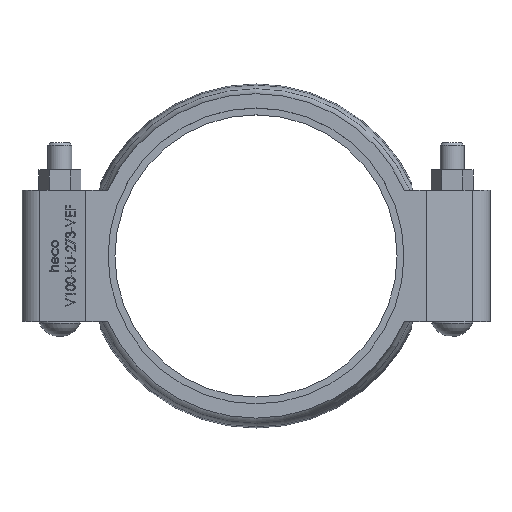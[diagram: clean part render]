
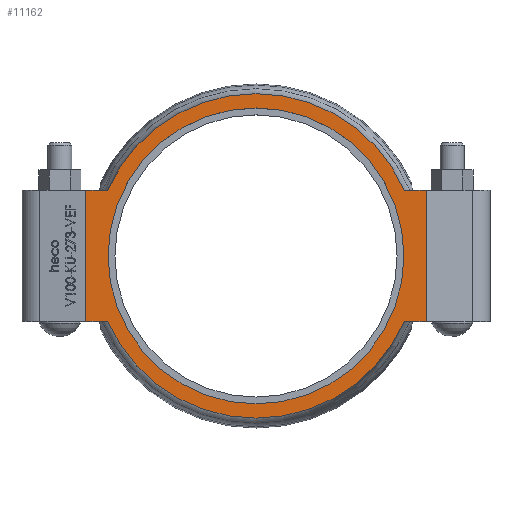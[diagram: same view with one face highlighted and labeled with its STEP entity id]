
A CAD part, top view. The second image highlights one B-rep face of the part: STEP entity #11162.
In plain terms, the highlighted planar face has unit normal (0, 0, 1).
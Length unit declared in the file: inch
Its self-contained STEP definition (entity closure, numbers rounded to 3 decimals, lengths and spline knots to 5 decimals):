
#235 = EDGE_CURVE ( 'NONE', #11981, #12437, #16124, .T. ) ;
#237 = CARTESIAN_POINT ( 'NONE',  ( 6.185, -2.38, 1.44 ) ) ;
#279 = EDGE_CURVE ( 'NONE', #15251, #16773, #2478, .T. ) ;
#404 = AXIS2_PLACEMENT_3D ( 'NONE', #3505, #12886, #1159 ) ;
#996 = FACE_BOUND ( 'NONE', #12735, .T. ) ;
#1159 = DIRECTION ( 'NONE',  ( 1., 0., 0. ) ) ;
#1216 = CARTESIAN_POINT ( 'NONE',  ( 5.39102, -2.38, 1.44 ) ) ;
#1629 = ORIENTED_EDGE ( 'NONE', *, *, #13297, .T. ) ;
#2191 = CARTESIAN_POINT ( 'NONE',  ( -6.185, 2.38, 1.44 ) ) ;
#2197 = DIRECTION ( 'NONE',  ( 0., 0., 1. ) ) ;
#2252 = DIRECTION ( 'NONE',  ( 1., 0., 0. ) ) ;
#2478 = LINE ( 'NONE', #2191, #7735 ) ;
#2546 = LINE ( 'NONE', #14183, #10113 ) ;
#2653 = CARTESIAN_POINT ( 'NONE',  ( -6.185, -2.38, 1.44 ) ) ;
#2654 = CIRCLE ( 'NONE', #404, 5.893 ) ;
#3044 = EDGE_LOOP ( 'NONE', ( #13311, #8894, #10080, #16046, #1629, #14643, #4586, #3445 ) ) ;
#3241 = EDGE_CURVE ( 'NONE', #5826, #15587, #15793, .T. ) ;
#3445 = ORIENTED_EDGE ( 'NONE', *, *, #235, .F. ) ;
#3464 = VERTEX_POINT ( 'NONE', #237 ) ;
#3505 = CARTESIAN_POINT ( 'NONE',  ( 0., 0., 1.44 ) ) ;
#4223 = AXIS2_PLACEMENT_3D ( 'NONE', #10092, #11473, #14012 ) ;
#4370 = CARTESIAN_POINT ( 'NONE',  ( -6.185, 2.38, 1.44 ) ) ;
#4540 = AXIS2_PLACEMENT_3D ( 'NONE', #5696, #10811, #13513 ) ;
#4586 = ORIENTED_EDGE ( 'NONE', *, *, #11362, .T. ) ;
#4830 = DIRECTION ( 'NONE',  ( -1., 0., 0. ) ) ;
#5177 = CIRCLE ( 'NONE', #4223, 5.375 ) ;
#5513 = CARTESIAN_POINT ( 'NONE',  ( -5.375, 0., 1.44 ) ) ;
#5599 = VERTEX_POINT ( 'NONE', #5513 ) ;
#5696 = CARTESIAN_POINT ( 'NONE',  ( 0., -5.1, 1.44 ) ) ;
#5826 = VERTEX_POINT ( 'NONE', #6389 ) ;
#6389 = CARTESIAN_POINT ( 'NONE',  ( -5.39102, -2.38, 1.44 ) ) ;
#6398 = DIRECTION ( 'NONE',  ( 0., -1., 0. ) ) ;
#6804 = PLANE ( 'NONE',  #4540 ) ;
#6953 = AXIS2_PLACEMENT_3D ( 'NONE', #14142, #2197, #2252 ) ;
#7289 = CIRCLE ( 'NONE', #6953, 5.893 ) ;
#7500 = DIRECTION ( 'NONE',  ( 0., 1., 0. ) ) ;
#7557 = EDGE_CURVE ( 'NONE', #3464, #12465, #2546, .T. ) ;
#7735 = VECTOR ( 'NONE', #10274, 39.37008 ) ;
#8467 = CARTESIAN_POINT ( 'NONE',  ( -5.39102, 2.38, 1.44 ) ) ;
#8799 = CARTESIAN_POINT ( 'NONE',  ( 6.185, 0., 1.44 ) ) ;
#8894 = ORIENTED_EDGE ( 'NONE', *, *, #279, .F. ) ;
#8980 = FACE_OUTER_BOUND ( 'NONE', #3044, .T. ) ;
#9573 = VECTOR ( 'NONE', #7500, 39.37008 ) ;
#10080 = ORIENTED_EDGE ( 'NONE', *, *, #17392, .T. ) ;
#10092 = CARTESIAN_POINT ( 'NONE',  ( 0., 0., 1.44 ) ) ;
#10113 = VECTOR ( 'NONE', #4830, 39.37008 ) ;
#10274 = DIRECTION ( 'NONE',  ( 1., 0., 0. ) ) ;
#10429 = CARTESIAN_POINT ( 'NONE',  ( 6.185, 2.38, 1.44 ) ) ;
#10564 = DIRECTION ( 'NONE',  ( -1., 0., 0. ) ) ;
#10811 = DIRECTION ( 'NONE',  ( 0., 0., 1. ) ) ;
#11162 = ADVANCED_FACE ( 'NONE', ( #8980, #996 ), #6804, .T. ) ;
#11362 = EDGE_CURVE ( 'NONE', #3464, #12437, #13533, .T. ) ;
#11363 = VECTOR ( 'NONE', #10564, 39.37008 ) ;
#11473 = DIRECTION ( 'NONE',  ( 0., 0., -1. ) ) ;
#11733 = CARTESIAN_POINT ( 'NONE',  ( -6.185, -2.38, 1.44 ) ) ;
#11981 = VERTEX_POINT ( 'NONE', #14882 ) ;
#12437 = VERTEX_POINT ( 'NONE', #10429 ) ;
#12465 = VERTEX_POINT ( 'NONE', #1216 ) ;
#12725 = CARTESIAN_POINT ( 'NONE',  ( -6.185, 2.38, 1.44 ) ) ;
#12735 = EDGE_LOOP ( 'NONE', ( #15883 ) ) ;
#12886 = DIRECTION ( 'NONE',  ( 0., 0., 1. ) ) ;
#12925 = VECTOR ( 'NONE', #6398, 39.37008 ) ;
#13297 = EDGE_CURVE ( 'NONE', #5826, #12465, #2654, .T. ) ;
#13311 = ORIENTED_EDGE ( 'NONE', *, *, #14438, .T. ) ;
#13513 = DIRECTION ( 'NONE',  ( -1., 0., 0. ) ) ;
#13533 = LINE ( 'NONE', #8799, #9573 ) ;
#14012 = DIRECTION ( 'NONE',  ( -1., 0., 0. ) ) ;
#14014 = VECTOR ( 'NONE', #15325, 39.37008 ) ;
#14142 = CARTESIAN_POINT ( 'NONE',  ( 0., 0., 1.44 ) ) ;
#14183 = CARTESIAN_POINT ( 'NONE',  ( -6.185, -2.38, 1.44 ) ) ;
#14298 = EDGE_CURVE ( 'NONE', #5599, #5599, #5177, .T. ) ;
#14438 = EDGE_CURVE ( 'NONE', #11981, #16773, #7289, .T. ) ;
#14643 = ORIENTED_EDGE ( 'NONE', *, *, #7557, .F. ) ;
#14882 = CARTESIAN_POINT ( 'NONE',  ( 5.39102, 2.38, 1.44 ) ) ;
#15251 = VERTEX_POINT ( 'NONE', #4370 ) ;
#15325 = DIRECTION ( 'NONE',  ( 1., 0., 0. ) ) ;
#15587 = VERTEX_POINT ( 'NONE', #2653 ) ;
#15720 = CARTESIAN_POINT ( 'NONE',  ( -6.185, 0., 1.44 ) ) ;
#15793 = LINE ( 'NONE', #11733, #11363 ) ;
#15883 = ORIENTED_EDGE ( 'NONE', *, *, #14298, .T. ) ;
#16046 = ORIENTED_EDGE ( 'NONE', *, *, #3241, .F. ) ;
#16124 = LINE ( 'NONE', #12725, #14014 ) ;
#16502 = LINE ( 'NONE', #15720, #12925 ) ;
#16773 = VERTEX_POINT ( 'NONE', #8467 ) ;
#17392 = EDGE_CURVE ( 'NONE', #15251, #15587, #16502, .T. ) ;
